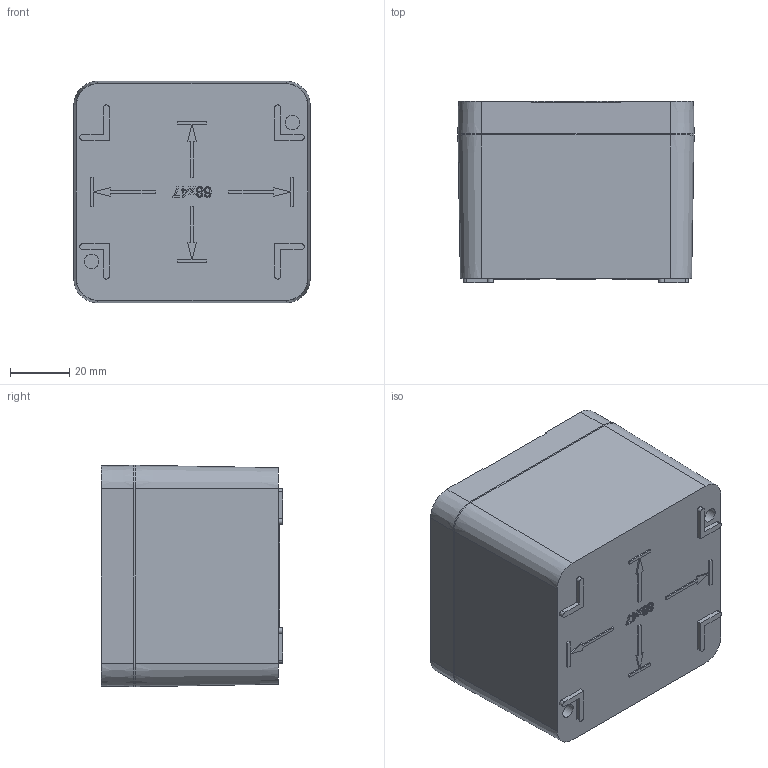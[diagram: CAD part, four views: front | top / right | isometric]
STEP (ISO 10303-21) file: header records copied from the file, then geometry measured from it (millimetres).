
FILE_DESCRIPTION(/* description */ (''),/* implementation_level */ '2;1');
FILE_NAME(/* name */ '',/* time_stamp */ '2025-07-17T16:15:21+07:00',/* author */ ('zeta-72'),/* organization */ (''),/* preprocessor_version */ 'ST-DEVELOPER v19.2',/* originating_system */ 'Autodesk Inventor 2024',/* authorisation */ '');
FILE_SCHEMA (('AUTOMOTIVE_DESIGN { 1 0 10303 214 3 1 1 }'));
Length unit declared in the file: millimetre
Products named in the file (1): ЗЭТА.106.303.000 СБ Коробка 
KОА_Упростить_1
Bounding box: 80 x 61.5 x 75 mm (x, y, z)
Volume: 349777.6 mm3; surface area: 30124.5 mm2
Topology: 1 solids, 1 shells, 421 faces, 1101 edges, 733 vertices
Faces by surface type: plane 289, bspline 106, cylinder 18, cone 8
Full cylindrical faces by diameter (mm): 4.917 x2
Entity records: 13871 total; most frequent: CARTESIAN_POINT 3760, ORIENTED_EDGE 2182, DIRECTION 1561, EDGE_CURVE 1091, LINE 829, VECTOR 829, VERTEX_POINT 714, EDGE_LOOP 467
